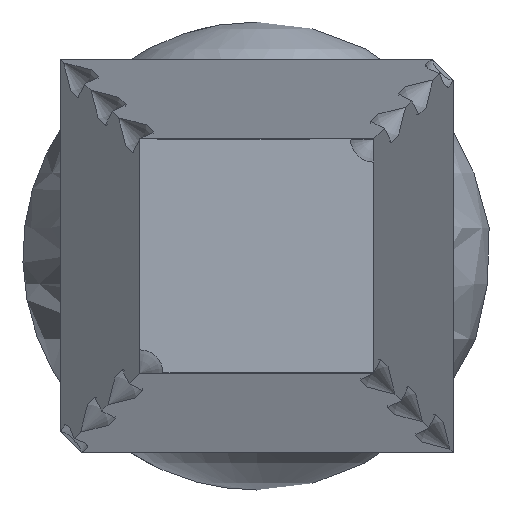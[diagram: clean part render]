
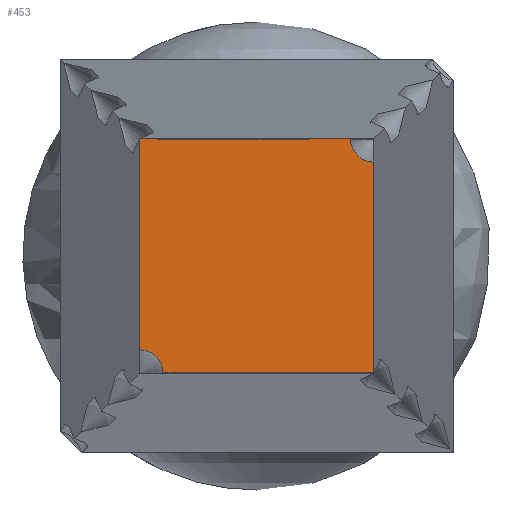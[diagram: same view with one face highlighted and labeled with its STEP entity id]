
A CAD part, front view. The second image highlights one B-rep face of the part: STEP entity #453.
In plain terms, the highlighted planar face has unit normal (0, -1, 0).
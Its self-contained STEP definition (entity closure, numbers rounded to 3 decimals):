
#453 = ADVANCED_FACE ( 'NONE', ( #3921 ), #539, .F. ) ;
#539 = PLANE ( 'NONE',  #6375 ) ;
#646 = DIRECTION ( 'NONE',  ( -1., 0., 0. ) ) ;
#654 = DIRECTION ( 'NONE',  ( 0., 0., 1. ) ) ;
#830 = CARTESIAN_POINT ( 'NONE',  ( -12.5, -730., -10.025 ) ) ;
#1059 = VERTEX_POINT ( 'NONE', #10525 ) ;
#1164 = DIRECTION ( 'NONE',  ( 1., 0., 0. ) ) ;
#1299 = ORIENTED_EDGE ( 'NONE', *, *, #6439, .F. ) ;
#1575 = ORIENTED_EDGE ( 'NONE', *, *, #15341, .F. ) ;
#1940 = AXIS2_PLACEMENT_3D ( 'NONE', #14363, #5789, #9519 ) ;
#2665 = DIRECTION ( 'NONE',  ( 0., 0., 1. ) ) ;
#2739 = LINE ( 'NONE', #10368, #12403 ) ;
#3609 = LINE ( 'NONE', #15952, #4613 ) ;
#3734 = ORIENTED_EDGE ( 'NONE', *, *, #7913, .T. ) ;
#3921 = FACE_OUTER_BOUND ( 'NONE', #14241, .T. ) ;
#4181 = EDGE_CURVE ( 'NONE', #1059, #10297, #8887, .T. ) ;
#4285 = CARTESIAN_POINT ( 'NONE',  ( 12.5, -730., 12.5 ) ) ;
#4292 = CARTESIAN_POINT ( 'NONE',  ( 0., -730., 0. ) ) ;
#4334 = VERTEX_POINT ( 'NONE', #830 ) ;
#4613 = VECTOR ( 'NONE', #1164, 1000. ) ;
#5592 = DIRECTION ( 'NONE',  ( 0., 1., 0. ) ) ;
#5789 = DIRECTION ( 'NONE',  ( 0., 1., 0. ) ) ;
#6280 = CARTESIAN_POINT ( 'NONE',  ( -12.5, -730., 12.5 ) ) ;
#6375 = AXIS2_PLACEMENT_3D ( 'NONE', #4292, #5592, #654 ) ;
#6439 = EDGE_CURVE ( 'NONE', #10297, #9795, #2739, .T. ) ;
#6449 = EDGE_CURVE ( 'NONE', #1059, #10594, #9132, .T. ) ;
#6924 = DIRECTION ( 'NONE',  ( 0., 0., 1. ) ) ;
#7509 = CARTESIAN_POINT ( 'NONE',  ( 12.5, -730., -12.5 ) ) ;
#7642 = CARTESIAN_POINT ( 'NONE',  ( -10.025, -730., -12.5 ) ) ;
#7806 = AXIS2_PLACEMENT_3D ( 'NONE', #4285, #14325, #6924 ) ;
#7913 = EDGE_CURVE ( 'NONE', #4334, #9795, #14121, .T. ) ;
#8887 = LINE ( 'NONE', #7509, #14506 ) ;
#9132 = CIRCLE ( 'NONE', #7806, 2.475 ) ;
#9519 = DIRECTION ( 'NONE',  ( 0., 0., 1. ) ) ;
#9795 = VERTEX_POINT ( 'NONE', #7642 ) ;
#10297 = VERTEX_POINT ( 'NONE', #15110 ) ;
#10368 = CARTESIAN_POINT ( 'NONE',  ( -12.5, -730., -12.5 ) ) ;
#10525 = CARTESIAN_POINT ( 'NONE',  ( 12.5, -730., 10.025 ) ) ;
#10594 = VERTEX_POINT ( 'NONE', #11950 ) ;
#10904 = ORIENTED_EDGE ( 'NONE', *, *, #12028, .F. ) ;
#10934 = VECTOR ( 'NONE', #2665, 1000. ) ;
#10941 = VERTEX_POINT ( 'NONE', #11255 ) ;
#11255 = CARTESIAN_POINT ( 'NONE',  ( -12.5, -730., 12.5 ) ) ;
#11950 = CARTESIAN_POINT ( 'NONE',  ( 10.025, -730., 12.5 ) ) ;
#12028 = EDGE_CURVE ( 'NONE', #10941, #10594, #3609, .T. ) ;
#12403 = VECTOR ( 'NONE', #646, 1000. ) ;
#13123 = ORIENTED_EDGE ( 'NONE', *, *, #6449, .T. ) ;
#13468 = ORIENTED_EDGE ( 'NONE', *, *, #4181, .F. ) ;
#13756 = DIRECTION ( 'NONE',  ( 0., 0., -1. ) ) ;
#14121 = CIRCLE ( 'NONE', #1940, 2.475 ) ;
#14206 = LINE ( 'NONE', #6280, #10934 ) ;
#14241 = EDGE_LOOP ( 'NONE', ( #1575, #3734, #1299, #13468, #13123, #10904 ) ) ;
#14325 = DIRECTION ( 'NONE',  ( 0., 1., 0. ) ) ;
#14363 = CARTESIAN_POINT ( 'NONE',  ( -12.5, -730., -12.5 ) ) ;
#14506 = VECTOR ( 'NONE', #13756, 1000. ) ;
#15110 = CARTESIAN_POINT ( 'NONE',  ( 12.5, -730., -12.5 ) ) ;
#15341 = EDGE_CURVE ( 'NONE', #4334, #10941, #14206, .T. ) ;
#15952 = CARTESIAN_POINT ( 'NONE',  ( 12.5, -730., 12.5 ) ) ;
